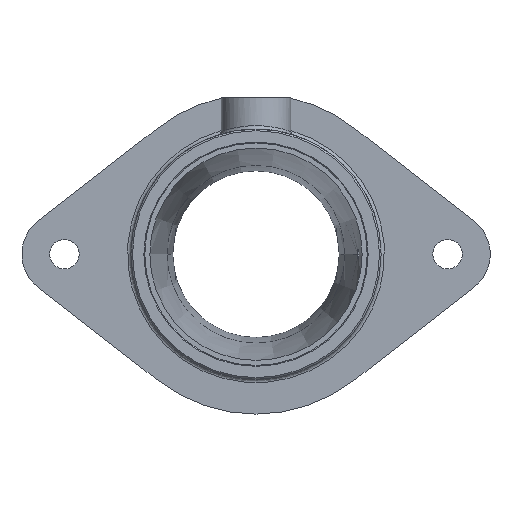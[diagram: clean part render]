
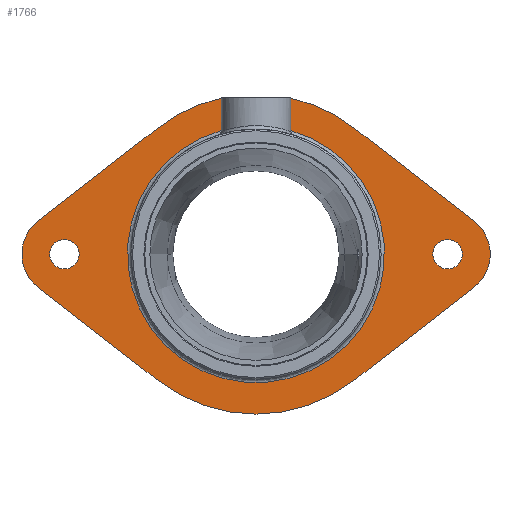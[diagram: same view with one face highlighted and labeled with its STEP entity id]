
A CAD part, left-side view. The second image highlights one B-rep face of the part: STEP entity #1766.
In plain terms, the highlighted planar face has unit normal (-1, 0, 0).
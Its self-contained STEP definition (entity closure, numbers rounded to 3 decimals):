
#130=CARTESIAN_POINT('',(36.805,-11.557,-0.265));
#131=VERTEX_POINT('',#130);
#140=CARTESIAN_POINT('',(36.805,-11.557,0.265));
#141=VERTEX_POINT('',#140);
#142=CARTESIAN_POINT('',(36.805,-11.557,0.0));
#143=DIRECTION('',(1.0,0.0,0.0));
#144=DIRECTION('',(0.0,0.0,-1.0));
#145=AXIS2_PLACEMENT_3D('',#142,#143,#144);
#146=CIRCLE('',#145,0.265);
#147=EDGE_CURVE('',#141,#131,#146,.T.);
#172=CARTESIAN_POINT('',(36.805,-4.667,-0.265));
#173=VERTEX_POINT('',#172);
#182=CARTESIAN_POINT('',(36.805,-4.667,0.265));
#183=VERTEX_POINT('',#182);
#184=CARTESIAN_POINT('',(36.805,-4.667,0.0));
#185=DIRECTION('',(1.0,0.0,0.0));
#186=DIRECTION('',(0.0,0.0,-1.0));
#187=AXIS2_PLACEMENT_3D('',#184,#185,#186);
#188=CIRCLE('',#187,0.265);
#189=EDGE_CURVE('',#183,#173,#188,.T.);
#1481=CARTESIAN_POINT('',(36.805,-8.737,2.224));
#1482=VERTEX_POINT('',#1481);
#1492=CARTESIAN_POINT('',(36.805,-8.737,2.806));
#1493=VERTEX_POINT('',#1492);
#1494=CARTESIAN_POINT('',(36.805,-8.737,2.224));
#1495=DIRECTION('',(0.0,0.0,1.0));
#1496=VECTOR('',#1495,0.582);
#1497=LINE('',#1494,#1496);
#1498=EDGE_CURVE('',#1482,#1493,#1497,.T.);
#1632=CARTESIAN_POINT('',(36.805,-7.487,2.224));
#1633=VERTEX_POINT('',#1632);
#1643=CARTESIAN_POINT('',(36.805,-8.112,0.));
#1644=DIRECTION('',(-1.0,0.0,0.0));
#1645=DIRECTION('',(0.0,0.0,-1.0));
#1646=AXIS2_PLACEMENT_3D('',#1643,#1644,#1645);
#1647=CIRCLE('',#1646,2.31);
#1648=EDGE_CURVE('',#1633,#1482,#1647,.T.);
#1654=CARTESIAN_POINT('',(36.805,-8.112,0.003));
#1655=DIRECTION('',(1.0,0.0,0.0));
#1656=DIRECTION('',(0.0,0.0,-1.0));
#1657=AXIS2_PLACEMENT_3D('',#1654,#1655,#1656);
#1658=PLANE('',#1657);
#1659=ORIENTED_EDGE('',*,*,#1648,.F.);
#1660=CARTESIAN_POINT('',(36.805,-7.487,2.806));
#1661=VERTEX_POINT('',#1660);
#1662=CARTESIAN_POINT('',(36.805,-7.487,2.806));
#1663=DIRECTION('',(0.0,0.0,-1.0));
#1664=VECTOR('',#1663,0.582);
#1665=LINE('',#1662,#1664);
#1666=EDGE_CURVE('',#1661,#1633,#1665,.T.);
#1667=ORIENTED_EDGE('',*,*,#1666,.F.);
#1668=CARTESIAN_POINT('',(36.805,-6.351,2.273));
#1669=VERTEX_POINT('',#1668);
#1670=CARTESIAN_POINT('',(36.805,-8.112,0.));
#1671=DIRECTION('',(-1.0,0.,0.));
#1672=DIRECTION('',(0.,0.423,0.906));
#1673=AXIS2_PLACEMENT_3D('',#1670,#1671,#1672);
#1674=CIRCLE('',#1673,2.875);
#1675=EDGE_CURVE('',#1661,#1669,#1674,.T.);
#1676=ORIENTED_EDGE('',*,*,#1675,.T.);
#1677=CARTESIAN_POINT('',(36.805,-4.199,0.605));
#1678=VERTEX_POINT('',#1677);
#1679=CARTESIAN_POINT('',(36.805,-6.351,2.273));
#1680=DIRECTION('',(0.0,0.79,-0.612));
#1681=VECTOR('',#1680,2.723);
#1682=LINE('',#1679,#1681);
#1683=EDGE_CURVE('',#1669,#1678,#1682,.T.);
#1684=ORIENTED_EDGE('',*,*,#1683,.T.);
#1685=CARTESIAN_POINT('',(36.805,-4.199,-0.605));
#1686=VERTEX_POINT('',#1685);
#1687=CARTESIAN_POINT('',(36.805,-4.667,0.0));
#1688=DIRECTION('',(-1.0,0.0,0.0));
#1689=DIRECTION('',(0.0,1.0,0.0));
#1690=AXIS2_PLACEMENT_3D('',#1687,#1688,#1689);
#1691=CIRCLE('',#1690,0.765);
#1692=EDGE_CURVE('',#1678,#1686,#1691,.T.);
#1693=ORIENTED_EDGE('',*,*,#1692,.T.);
#1694=CARTESIAN_POINT('',(36.805,-6.351,-2.273));
#1695=VERTEX_POINT('',#1694);
#1696=CARTESIAN_POINT('',(36.805,-4.199,-0.605));
#1697=DIRECTION('',(0.0,-0.79,-0.612));
#1698=VECTOR('',#1697,2.723);
#1699=LINE('',#1696,#1698);
#1700=EDGE_CURVE('',#1686,#1695,#1699,.T.);
#1701=ORIENTED_EDGE('',*,*,#1700,.T.);
#1702=CARTESIAN_POINT('',(36.805,-9.873,-2.273));
#1703=VERTEX_POINT('',#1702);
#1704=CARTESIAN_POINT('',(36.805,-8.112,0.0));
#1705=DIRECTION('',(-1.0,0.0,0.0));
#1706=DIRECTION('',(0.0,0.0,-1.0));
#1707=AXIS2_PLACEMENT_3D('',#1704,#1705,#1706);
#1708=CIRCLE('',#1707,2.875);
#1709=EDGE_CURVE('',#1695,#1703,#1708,.T.);
#1710=ORIENTED_EDGE('',*,*,#1709,.T.);
#1711=CARTESIAN_POINT('',(36.805,-12.026,-0.605));
#1712=VERTEX_POINT('',#1711);
#1713=CARTESIAN_POINT('',(36.805,-9.873,-2.273));
#1714=DIRECTION('',(0.0,-0.79,0.612));
#1715=VECTOR('',#1714,2.723);
#1716=LINE('',#1713,#1715);
#1717=EDGE_CURVE('',#1703,#1712,#1716,.T.);
#1718=ORIENTED_EDGE('',*,*,#1717,.T.);
#1719=CARTESIAN_POINT('',(36.805,-12.026,0.605));
#1720=VERTEX_POINT('',#1719);
#1721=CARTESIAN_POINT('',(36.805,-11.557,0.0));
#1722=DIRECTION('',(-1.0,0.0,0.0));
#1723=DIRECTION('',(0.0,-1.0,0.0));
#1724=AXIS2_PLACEMENT_3D('',#1721,#1722,#1723);
#1725=CIRCLE('',#1724,0.765);
#1726=EDGE_CURVE('',#1712,#1720,#1725,.T.);
#1727=ORIENTED_EDGE('',*,*,#1726,.T.);
#1728=CARTESIAN_POINT('',(36.805,-9.873,2.273));
#1729=VERTEX_POINT('',#1728);
#1730=CARTESIAN_POINT('',(36.805,-12.026,0.605));
#1731=DIRECTION('',(0.0,0.79,0.612));
#1732=VECTOR('',#1731,2.723);
#1733=LINE('',#1730,#1732);
#1734=EDGE_CURVE('',#1720,#1729,#1733,.T.);
#1735=ORIENTED_EDGE('',*,*,#1734,.T.);
#1736=CARTESIAN_POINT('',(36.805,-8.112,0.));
#1737=DIRECTION('',(-1.,0.,0.));
#1738=DIRECTION('',(0.,-0.423,0.906));
#1739=AXIS2_PLACEMENT_3D('',#1736,#1737,#1738);
#1740=CIRCLE('',#1739,2.875);
#1741=EDGE_CURVE('',#1729,#1493,#1740,.T.);
#1742=ORIENTED_EDGE('',*,*,#1741,.T.);
#1743=ORIENTED_EDGE('',*,*,#1498,.F.);
#1744=EDGE_LOOP('',(#1659,#1667,#1676,#1684,#1693,#1701,#1710,#1718,#1727,#1735,#1742,#1743));
#1745=FACE_OUTER_BOUND('',#1744,.T.);
#1746=CARTESIAN_POINT('',(36.805,-4.667,0.0));
#1747=DIRECTION('',(1.0,0.0,0.0));
#1748=DIRECTION('',(0.0,0.0,-1.0));
#1749=AXIS2_PLACEMENT_3D('',#1746,#1747,#1748);
#1750=CIRCLE('',#1749,0.265);
#1751=EDGE_CURVE('',#173,#183,#1750,.T.);
#1752=ORIENTED_EDGE('',*,*,#1751,.T.);
#1753=ORIENTED_EDGE('',*,*,#189,.T.);
#1754=EDGE_LOOP('',(#1752,#1753));
#1755=FACE_BOUND('',#1754,.T.);
#1756=CARTESIAN_POINT('',(36.805,-11.557,0.0));
#1757=DIRECTION('',(1.0,0.0,0.0));
#1758=DIRECTION('',(0.0,0.0,-1.0));
#1759=AXIS2_PLACEMENT_3D('',#1756,#1757,#1758);
#1760=CIRCLE('',#1759,0.265);
#1761=EDGE_CURVE('',#131,#141,#1760,.T.);
#1762=ORIENTED_EDGE('',*,*,#1761,.T.);
#1763=ORIENTED_EDGE('',*,*,#147,.T.);
#1764=EDGE_LOOP('',(#1762,#1763));
#1765=FACE_BOUND('',#1764,.T.);
#1766=ADVANCED_FACE('',(#1745,#1755,#1765),#1658,.F.);
